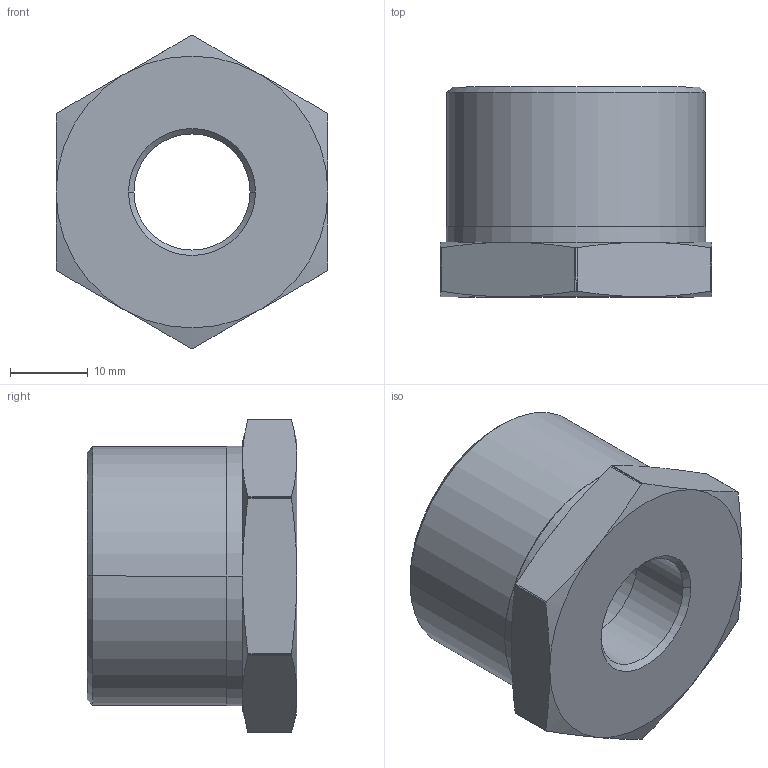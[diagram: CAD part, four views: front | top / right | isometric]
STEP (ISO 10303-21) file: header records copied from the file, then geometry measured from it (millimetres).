
FILE_DESCRIPTION (( 'STEP AP214' ), '1' );
FILE_NAME ('heco_RS-100-038-I.STEP', '2017-05-17T08:19:20', ( '' ), ( '' ), 'SwSTEP 2.0', 'SolidWorks 2016', '' );
FILE_SCHEMA (( 'AUTOMOTIVE_DESIGN' ));
Length unit declared in the file: millimetre
Products named in the file (1): heco_RS-100-038-I
Bounding box: 35 x 27 x 40.32 mm (x, y, z)
Volume: 19034.4 mm3; surface area: 5976.1 mm2
Topology: 1 solids, 1 shells, 239 faces, 610 edges, 400 vertices
Faces by surface type: bspline 113, plane 86, cylinder 20, cone 20
Entity records: 15543 total; most frequent: CARTESIAN_POINT 8595, ORIENTED_EDGE 1220, DIRECTION 626, EDGE_CURVE 610, VERTEX_POINT 400, LINE 300, VECTOR 300, EDGE_LOOP 268
